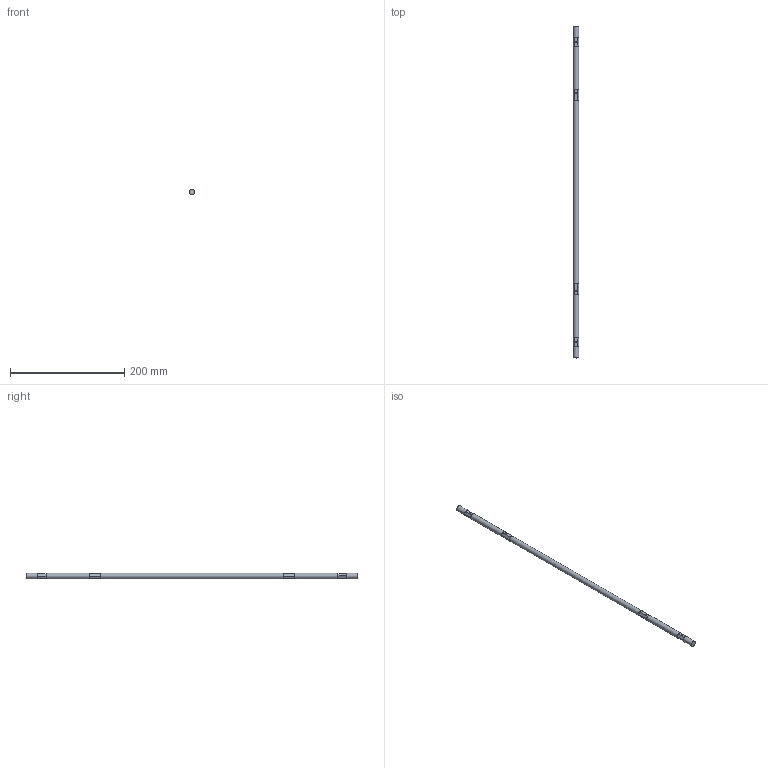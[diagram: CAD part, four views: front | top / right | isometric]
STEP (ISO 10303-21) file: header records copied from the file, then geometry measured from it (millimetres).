
FILE_DESCRIPTION(/* description */ ('STEP AP242','CAx-IF Rec.Pracs.---Representation and Presentation of Product Manufacturing Information (PMI)---4.0---2014-10-13','CAx-IF Rec.Pracs.---3D Tessellated Geometry---0.4---2014-09-14','2;1'),/* implementation_level */ '2;1');
FILE_NAME(/* name */ '648a057bbf564740aaec9b5a',/* time_stamp */ '2023-06-14T18:22:52Z',/* author */ (''),/* organization */ (''),/* preprocessor_version */ 'ST-DEVELOPER v19.4',/* originating_system */ ' ',/* authorisation */ ' ');
FILE_SCHEMA (('AP242_MANAGED_MODEL_BASED_3D_ENGINEERING_MIM_LF { 1 0 10303 442 1 1 4 }'));
Length unit declared in the file: metre
Products named in the file (1): Part 6
Bounding box: 10 x 580 x 10 mm (x, y, z)
Volume: 44458 mm3; surface area: 18605 mm2
Topology: 1 solids, 1 shells, 83 faces, 145 edges, 64 vertices
Faces by surface type: plane 74, cylinder 9
Full cylindrical faces by diameter (mm): 2.3 x4, 10 x5
Entity records: 1812 total; most frequent: DIRECTION 356, CARTESIAN_POINT 272, ORIENTED_EDGE 260, AXIS2_PLACEMENT_3D 142, EDGE_CURVE 130, EDGE_LOOP 100, FACE_BOUND 100, ADVANCED_FACE 83
